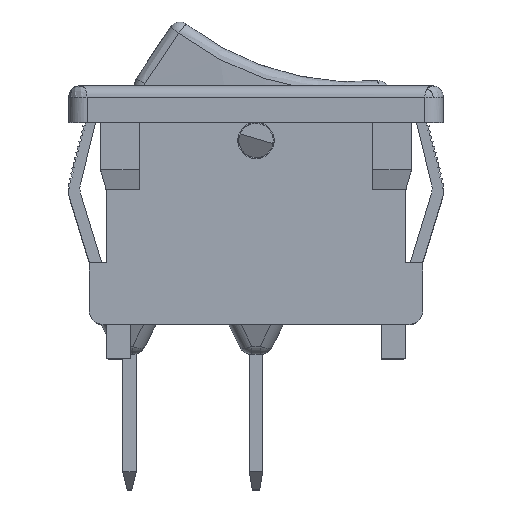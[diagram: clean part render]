
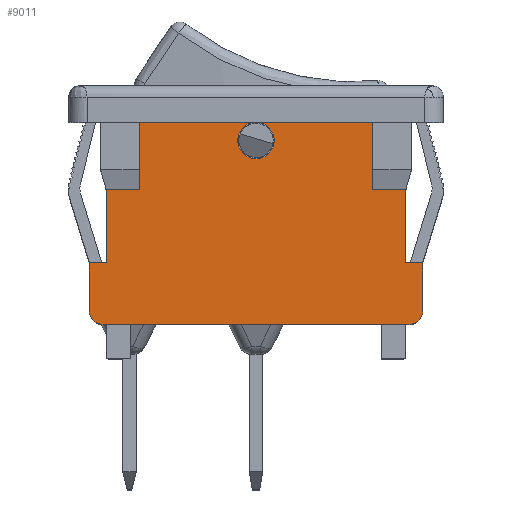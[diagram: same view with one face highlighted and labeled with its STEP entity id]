
A CAD part, top view. The second image highlights one B-rep face of the part: STEP entity #9011.
In plain terms, the highlighted planar face has unit normal (0, 0, 1).
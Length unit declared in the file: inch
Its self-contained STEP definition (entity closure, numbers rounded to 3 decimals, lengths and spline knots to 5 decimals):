
#201=CIRCLE('',#9231,0.04);
#256=CIRCLE('',#9412,0.03);
#330=CIRCLE('',#9685,0.03);
#612=LINE('',#13391,#1591);
#667=LINE('',#13520,#1646);
#756=LINE('',#13733,#1735);
#770=LINE('',#13767,#1749);
#871=LINE('',#14113,#1850);
#976=LINE('',#14434,#1955);
#980=LINE('',#14440,#1959);
#981=LINE('',#14441,#1960);
#1016=LINE('',#14600,#1995);
#1180=LINE('',#15141,#2159);
#1286=LINE('',#15509,#2265);
#1300=LINE('',#15548,#2279);
#1309=LINE('',#15585,#2288);
#1591=VECTOR('',#10274,39.37008);
#1646=VECTOR('',#10367,39.37008);
#1735=VECTOR('',#10518,39.37008);
#1749=VECTOR('',#10554,39.37008);
#1850=VECTOR('',#10803,39.37008);
#1955=VECTOR('',#11052,39.37008);
#1959=VECTOR('',#11060,39.37008);
#1960=VECTOR('',#11061,39.37008);
#1995=VECTOR('',#11168,39.37008);
#2159=VECTOR('',#11580,39.37008);
#2265=VECTOR('',#11818,39.37008);
#2279=VECTOR('',#11872,39.37008);
#2288=VECTOR('',#11921,39.37008);
#2614=PLANE('',#9703);
#4866=ORIENTED_EDGE('',*,*,#5902,.T.);
#4867=ORIENTED_EDGE('',*,*,#6202,.T.);
#4868=ORIENTED_EDGE('',*,*,#6265,.F.);
#4869=ORIENTED_EDGE('',*,*,#6618,.F.);
#4870=ORIENTED_EDGE('',*,*,#6619,.F.);
#4871=ORIENTED_EDGE('',*,*,#5803,.F.);
#4872=ORIENTED_EDGE('',*,*,#6169,.F.);
#4873=ORIENTED_EDGE('',*,*,#6600,.F.);
#4874=ORIENTED_EDGE('',*,*,#6475,.F.);
#4875=ORIENTED_EDGE('',*,*,#6630,.F.);
#4876=ORIENTED_EDGE('',*,*,#6060,.F.);
#4877=ORIENTED_EDGE('',*,*,#5738,.F.);
#4878=ORIENTED_EDGE('',*,*,#6207,.F.);
#4879=ORIENTED_EDGE('',*,*,#5743,.F.);
#4880=ORIENTED_EDGE('',*,*,#6206,.F.);
#4881=ORIENTED_EDGE('',*,*,#5921,.T.);
#5738=EDGE_CURVE('',#7024,#7025,#612,.T.);
#5743=EDGE_CURVE('',#7029,#7029,#201,.T.);
#5803=EDGE_CURVE('',#7078,#7079,#667,.T.);
#5902=EDGE_CURVE('',#7154,#7153,#756,.T.);
#5921=EDGE_CURVE('',#7163,#7154,#770,.T.);
#6060=EDGE_CURVE('',#7025,#7242,#871,.T.);
#6169=EDGE_CURVE('',#7324,#7078,#256,.T.);
#6202=EDGE_CURVE('',#7153,#7342,#976,.T.);
#6206=EDGE_CURVE('',#7163,#7029,#980,.T.);
#6207=EDGE_CURVE('',#7029,#7024,#981,.T.);
#6265=EDGE_CURVE('',#7381,#7342,#1016,.T.);
#6475=EDGE_CURVE('',#7476,#7477,#1180,.T.);
#6600=EDGE_CURVE('',#7477,#7324,#1286,.T.);
#6618=EDGE_CURVE('',#7536,#7381,#1300,.T.);
#6619=EDGE_CURVE('',#7079,#7536,#330,.T.);
#6630=EDGE_CURVE('',#7242,#7476,#1309,.T.);
#7024=VERTEX_POINT('',#13392);
#7025=VERTEX_POINT('',#13393);
#7029=VERTEX_POINT('',#13403);
#7078=VERTEX_POINT('',#13519);
#7079=VERTEX_POINT('',#13521);
#7153=VERTEX_POINT('',#13732);
#7154=VERTEX_POINT('',#13734);
#7163=VERTEX_POINT('',#13768);
#7242=VERTEX_POINT('',#14064);
#7324=VERTEX_POINT('',#14371);
#7342=VERTEX_POINT('',#14433);
#7381=VERTEX_POINT('',#14599);
#7476=VERTEX_POINT('',#15140);
#7477=VERTEX_POINT('',#15142);
#7536=VERTEX_POINT('',#15547);
#7999=EDGE_LOOP('',(#4866,#4867,#4868,#4869,#4870,#4871,#4872,#4873,#4874,
#4875,#4876,#4877,#4878,#4879,#4880,#4881));
#8507=FACE_BOUND('',#7999,.T.);
#9011=ADVANCED_FACE('',(#8507),#2614,.T.);
#9231=AXIS2_PLACEMENT_3D('',#13402,#10282,#10283);
#9412=AXIS2_PLACEMENT_3D('',#14372,#10984,#10985);
#9685=AXIS2_PLACEMENT_3D('',#15550,#11875,#11876);
#9703=AXIS2_PLACEMENT_3D('',#15584,#11919,#11920);
#10274=DIRECTION('',(0.,-1.,0.));
#10282=DIRECTION('',(0.,0.,1.));
#10283=DIRECTION('',(1.,0.,0.));
#10367=DIRECTION('',(-1.,0.,0.));
#10518=DIRECTION('',(-1.,0.,0.));
#10554=DIRECTION('',(0.,-1.,0.));
#10803=DIRECTION('',(1.,0.,0.));
#10984=DIRECTION('',(0.,0.,-1.));
#10985=DIRECTION('',(1.,0.,0.));
#11052=DIRECTION('',(0.,-1.,0.));
#11060=DIRECTION('',(1.,0.,0.));
#11061=DIRECTION('',(1.,0.,0.));
#11168=DIRECTION('',(1.,0.,0.));
#11580=DIRECTION('',(1.,0.,0.));
#11818=DIRECTION('',(0.,-1.,0.));
#11872=DIRECTION('',(0.,1.,0.));
#11875=DIRECTION('',(0.,0.,-1.));
#11876=DIRECTION('',(0.,-1.,0.));
#11919=DIRECTION('',(0.,0.,1.));
#11920=DIRECTION('',(1.,0.,0.));
#11921=DIRECTION('',(0.,-1.,0.));
#13391=CARTESIAN_POINT('',(0.2555,0.,0.2375));
#13392=CARTESIAN_POINT('',(0.2555,0.,0.2375));
#13393=CARTESIAN_POINT('',(0.2555,-0.148,0.2375));
#13402=CARTESIAN_POINT('',(0.,-0.04,0.2375));
#13403=CARTESIAN_POINT('',(0.,0.,0.2375));
#13519=CARTESIAN_POINT('',(0.335,-0.443,0.2375));
#13520=CARTESIAN_POINT('',(-0.279,-0.443,0.2375));
#13521=CARTESIAN_POINT('',(-0.335,-0.443,0.2375));
#13732=CARTESIAN_POINT('',(-0.328,-0.148,0.2375));
#13733=CARTESIAN_POINT('',(-0.328,-0.148,0.2375));
#13734=CARTESIAN_POINT('',(-0.2555,-0.148,0.2375));
#13767=CARTESIAN_POINT('',(-0.2555,0.,0.2375));
#13768=CARTESIAN_POINT('',(-0.2555,0.,0.2375));
#14064=CARTESIAN_POINT('',(0.328,-0.148,0.2375));
#14113=CARTESIAN_POINT('',(0.2555,-0.148,0.2375));
#14371=CARTESIAN_POINT('',(0.365,-0.413,0.2375));
#14372=CARTESIAN_POINT('',(0.335,-0.413,0.2375));
#14433=CARTESIAN_POINT('',(-0.328,-0.308,0.2375));
#14434=CARTESIAN_POINT('',(-0.328,0.,0.2375));
#14440=CARTESIAN_POINT('',(-0.2555,0.,0.2375));
#14441=CARTESIAN_POINT('',(0.,0.,0.2375));
#14599=CARTESIAN_POINT('',(-0.365,-0.308,0.2375));
#14600=CARTESIAN_POINT('',(0.328,-0.308,0.2375));
#15140=CARTESIAN_POINT('',(0.328,-0.308,0.2375));
#15141=CARTESIAN_POINT('',(0.328,-0.308,0.2375));
#15142=CARTESIAN_POINT('',(0.365,-0.308,0.2375));
#15509=CARTESIAN_POINT('',(0.365,-0.308,0.2375));
#15547=CARTESIAN_POINT('',(-0.365,-0.413,0.2375));
#15548=CARTESIAN_POINT('',(-0.365,-0.413,0.2375));
#15550=CARTESIAN_POINT('',(-0.335,-0.413,0.2375));
#15584=CARTESIAN_POINT('',(-0.328,0.,0.2375));
#15585=CARTESIAN_POINT('',(0.328,-0.148,0.2375));
